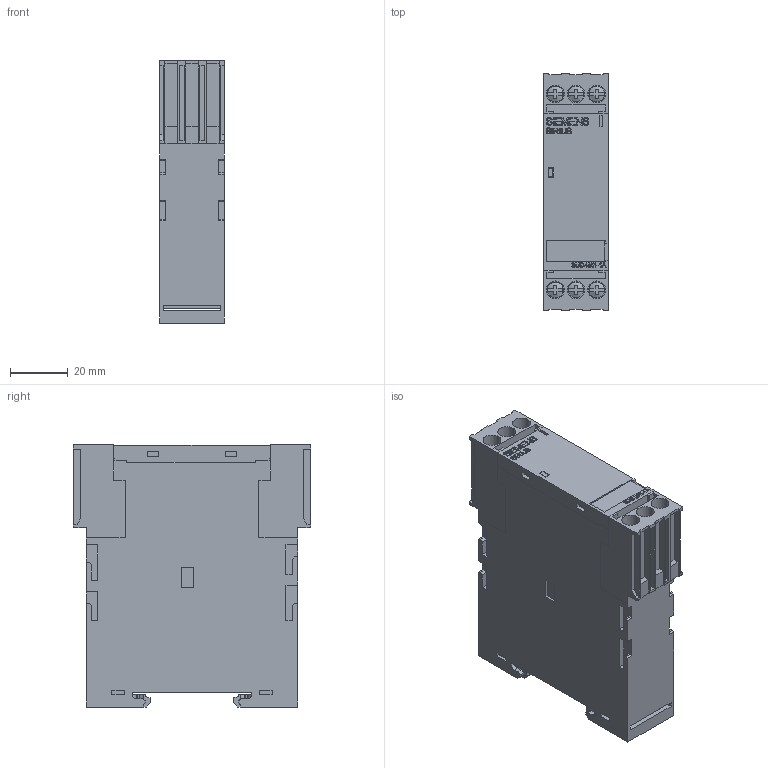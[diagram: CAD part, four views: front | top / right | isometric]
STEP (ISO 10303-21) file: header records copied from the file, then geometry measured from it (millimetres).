
FILE_DESCRIPTION(('STEP AP214'),'1');
FILE_NAME('cctmp_94B08734-8069-4254-8F71-9B9679D99BB7_2023_08_15_13_08_47_0677..stp','2023-08-15T11:08:48',('SIEMENS A&D'),('CADClick - www.CADClick.com'),'Spatial InterOp 3D postprocessed',' ','unknown authorization');
FILE_SCHEMA(('AUTOMOTIVE_DESIGN'));
Length unit declared in the file: millimetre
Products named in the file (1): 2023_08_15_13_08_47_0609
Bounding box: 22.5 x 82.45 x 91 mm (x, y, z)
Volume: 144485.3 mm3; surface area: 28610.5 mm2
Topology: 1 solids, 1 shells, 968 faces, 2740 edges, 1826 vertices
Faces by surface type: plane 658, cylinder 160, bspline 150
Entity records: 48774 total; most frequent: CARTESIAN_POINT 21552, ORIENTED_EDGE 5480, DIRECTION 4313, EDGE_CURVE 2740, LINE 2131, VECTOR 2131, VERTEX_POINT 1826, AXIS2_PLACEMENT_3D 1091
